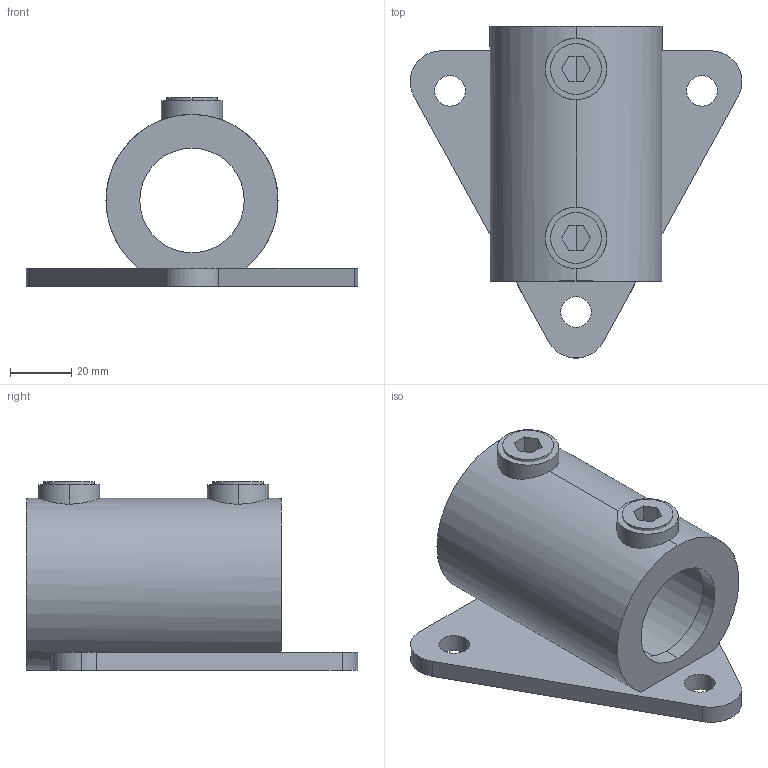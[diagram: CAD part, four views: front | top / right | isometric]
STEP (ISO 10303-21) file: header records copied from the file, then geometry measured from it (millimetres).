
FILE_DESCRIPTION (( 'STEP AP203' ), '1' );
FILE_NAME ('146-C42.step', '2015-09-17T16:22:06', ( '' ), ( '' ), 'SwSTEP 2.0', 'SolidWorks 2015', '' );
FILE_SCHEMA (( 'CONFIG_CONTROL_DESIGN' ));
Length unit declared in the file: millimetre
Products named in the file (3): 146-C42 Teil1_Zeichnung; 146-C42 Teil2_Zeichnung; 146-C42
Assembly tree (3 placements, depth 2):
  146-C42
    146-C42 Teil1_Zeichnung
    146-C42 Teil2_Zeichnung  x2
Bounding box: 108 x 107.97 x 61.5 mm (x, y, z)
Volume: 112022.3 mm3; surface area: 42214.7 mm2
Topology: 3 solids, 3 shells, 55 faces, 148 edges, 98 vertices
Faces by surface type: cylinder 28, plane 27
Entity records: 2161 total; most frequent: CARTESIAN_POINT 637, DIRECTION 256, ORIENTED_EDGE 248, EDGE_CURVE 124, AXIS2_PLACEMENT_3D 97, VERTEX_POINT 82, VECTOR 62, LINE 62
